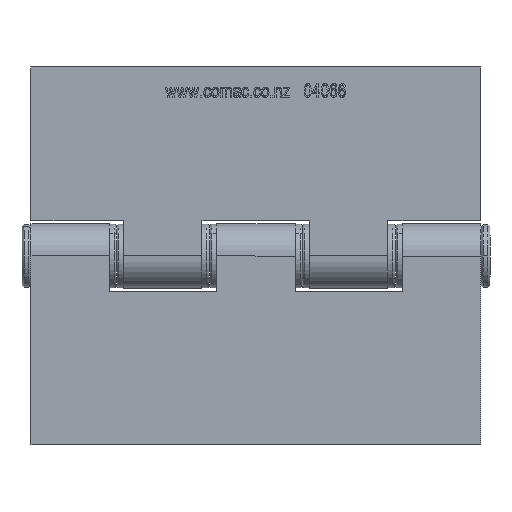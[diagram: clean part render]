
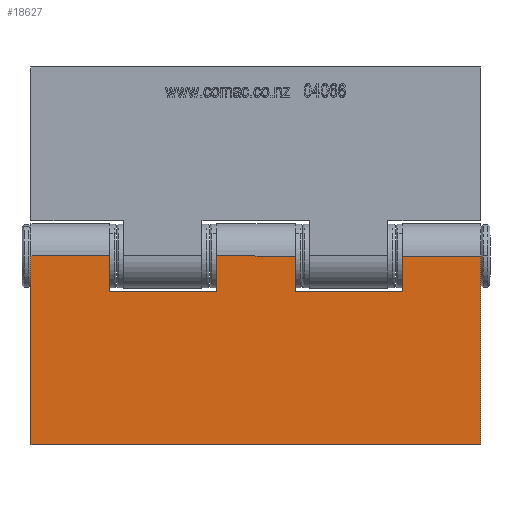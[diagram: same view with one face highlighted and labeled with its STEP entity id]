
A CAD part, front view. The second image highlights one B-rep face of the part: STEP entity #18627.
In plain terms, the highlighted planar face has unit normal (0, -1, 0).
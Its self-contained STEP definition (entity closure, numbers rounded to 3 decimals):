
#131 = LINE ( 'NONE', #4537, #15451 ) ;
#159 = ORIENTED_EDGE ( 'NONE', *, *, #9352, .T. ) ;
#375 = CARTESIAN_POINT ( 'NONE',  ( 100., 0., 0. ) ) ;
#377 = EDGE_CURVE ( 'NONE', #17578, #1225, #8113, .T. ) ;
#405 = CARTESIAN_POINT ( 'NONE',  ( 82.65, 0., -42. ) ) ;
#457 = CARTESIAN_POINT ( 'NONE',  ( 17.35, 0., -42. ) ) ;
#521 = CARTESIAN_POINT ( 'NONE',  ( 100., 0., 0. ) ) ;
#684 = EDGE_CURVE ( 'NONE', #1029, #18028, #2352, .T. ) ;
#954 = VECTOR ( 'NONE', #14817, 1000. ) ;
#1029 = VERTEX_POINT ( 'NONE', #4973 ) ;
#1225 = VERTEX_POINT ( 'NONE', #405 ) ;
#1357 = LINE ( 'NONE', #17866, #7351 ) ;
#1372 = ORIENTED_EDGE ( 'NONE', *, *, #9459, .F. ) ;
#1675 = VERTEX_POINT ( 'NONE', #2926 ) ;
#1762 = AXIS2_PLACEMENT_3D ( 'NONE', #375, #6236, #12216 ) ;
#2352 = LINE ( 'NONE', #14876, #954 ) ;
#2832 = DIRECTION ( 'NONE',  ( 1., 0., 0. ) ) ;
#2926 = CARTESIAN_POINT ( 'NONE',  ( 82.65, 0., -34.141 ) ) ;
#3057 = DIRECTION ( 'NONE',  ( -1., 0., 0. ) ) ;
#3086 = CARTESIAN_POINT ( 'NONE',  ( 100., 0., 0. ) ) ;
#3102 = EDGE_CURVE ( 'NONE', #1675, #6998, #14090, .T. ) ;
#3144 = LINE ( 'NONE', #4249, #5900 ) ;
#3208 = EDGE_CURVE ( 'NONE', #18028, #14985, #19200, .T. ) ;
#3239 = EDGE_LOOP ( 'NONE', ( #9100, #16070, #11525, #7360, #13469, #11902, #4366, #11036, #6058, #14126, #1372, #159 ) ) ;
#3362 = VECTOR ( 'NONE', #12243, 1000. ) ;
#3431 = LINE ( 'NONE', #5585, #5719 ) ;
#3462 = CARTESIAN_POINT ( 'NONE',  ( 0., 0., 0. ) ) ;
#3492 = CARTESIAN_POINT ( 'NONE',  ( 41.3, 0., 0. ) ) ;
#4202 = DIRECTION ( 'NONE',  ( 0., 0., 1. ) ) ;
#4249 = CARTESIAN_POINT ( 'NONE',  ( 0., 0., 0. ) ) ;
#4366 = ORIENTED_EDGE ( 'NONE', *, *, #5442, .F. ) ;
#4537 = CARTESIAN_POINT ( 'NONE',  ( 100., 0., -42. ) ) ;
#4669 = EDGE_CURVE ( 'NONE', #14381, #9037, #3144, .T. ) ;
#4973 = CARTESIAN_POINT ( 'NONE',  ( 58.7, 0., -42. ) ) ;
#5216 = LINE ( 'NONE', #521, #3362 ) ;
#5442 = EDGE_CURVE ( 'NONE', #15448, #17578, #5216, .T. ) ;
#5508 = VERTEX_POINT ( 'NONE', #457 ) ;
#5585 = CARTESIAN_POINT ( 'NONE',  ( 100., 0., -34.141 ) ) ;
#5707 = VECTOR ( 'NONE', #4202, 1000. ) ;
#5719 = VECTOR ( 'NONE', #2832, 1000. ) ;
#5900 = VECTOR ( 'NONE', #10215, 1000. ) ;
#6041 = DIRECTION ( 'NONE',  ( 0., 0., -1. ) ) ;
#6058 = ORIENTED_EDGE ( 'NONE', *, *, #4669, .T. ) ;
#6100 = VECTOR ( 'NONE', #9631, 1000. ) ;
#6236 = DIRECTION ( 'NONE',  ( 0., 1., 0. ) ) ;
#6377 = EDGE_CURVE ( 'NONE', #1225, #1675, #17959, .T. ) ;
#6863 = CARTESIAN_POINT ( 'NONE',  ( 58.7, 0., -34.141 ) ) ;
#6998 = VERTEX_POINT ( 'NONE', #6863 ) ;
#7015 = LINE ( 'NONE', #16438, #10059 ) ;
#7143 = LINE ( 'NONE', #3086, #15988 ) ;
#7351 = VECTOR ( 'NONE', #9314, 1000. ) ;
#7360 = ORIENTED_EDGE ( 'NONE', *, *, #3102, .F. ) ;
#8113 = LINE ( 'NONE', #16181, #10668 ) ;
#8248 = EDGE_CURVE ( 'NONE', #15448, #14381, #7143, .T. ) ;
#9037 = VERTEX_POINT ( 'NONE', #18208 ) ;
#9100 = ORIENTED_EDGE ( 'NONE', *, *, #3208, .F. ) ;
#9314 = DIRECTION ( 'NONE',  ( 0., 0., -1. ) ) ;
#9352 = EDGE_CURVE ( 'NONE', #18108, #14985, #3431, .T. ) ;
#9459 = EDGE_CURVE ( 'NONE', #18108, #5508, #1357, .T. ) ;
#9631 = DIRECTION ( 'NONE',  ( 0., 0., 1. ) ) ;
#9739 = CARTESIAN_POINT ( 'NONE',  ( 100., 0., -34.141 ) ) ;
#10059 = VECTOR ( 'NONE', #6041, 1000. ) ;
#10215 = DIRECTION ( 'NONE',  ( 0., 0., -1. ) ) ;
#10480 = PLANE ( 'NONE',  #1762 ) ;
#10668 = VECTOR ( 'NONE', #14641, 1000. ) ;
#11014 = CARTESIAN_POINT ( 'NONE',  ( 17.35, 0., -34.141 ) ) ;
#11036 = ORIENTED_EDGE ( 'NONE', *, *, #8248, .T. ) ;
#11206 = EDGE_CURVE ( 'NONE', #5508, #9037, #131, .T. ) ;
#11525 = ORIENTED_EDGE ( 'NONE', *, *, #18462, .F. ) ;
#11902 = ORIENTED_EDGE ( 'NONE', *, *, #377, .F. ) ;
#12216 = DIRECTION ( 'NONE',  ( 0., 0., 1. ) ) ;
#12243 = DIRECTION ( 'NONE',  ( 0., 0., -1. ) ) ;
#12703 = VECTOR ( 'NONE', #17067, 1000. ) ;
#13469 = ORIENTED_EDGE ( 'NONE', *, *, #6377, .F. ) ;
#13953 = DIRECTION ( 'NONE',  ( -1., 0., 0. ) ) ;
#14090 = LINE ( 'NONE', #9739, #12703 ) ;
#14126 = ORIENTED_EDGE ( 'NONE', *, *, #11206, .F. ) ;
#14381 = VERTEX_POINT ( 'NONE', #3462 ) ;
#14641 = DIRECTION ( 'NONE',  ( -1., 0., 0. ) ) ;
#14817 = DIRECTION ( 'NONE',  ( -1., 0., 0. ) ) ;
#14876 = CARTESIAN_POINT ( 'NONE',  ( 100., 0., -42. ) ) ;
#14985 = VERTEX_POINT ( 'NONE', #16009 ) ;
#15448 = VERTEX_POINT ( 'NONE', #15986 ) ;
#15451 = VECTOR ( 'NONE', #3057, 1000. ) ;
#15986 = CARTESIAN_POINT ( 'NONE',  ( 100., 0., 0. ) ) ;
#15988 = VECTOR ( 'NONE', #13953, 1000. ) ;
#16009 = CARTESIAN_POINT ( 'NONE',  ( 41.3, 0., -34.141 ) ) ;
#16070 = ORIENTED_EDGE ( 'NONE', *, *, #684, .F. ) ;
#16181 = CARTESIAN_POINT ( 'NONE',  ( 100., 0., -42. ) ) ;
#16438 = CARTESIAN_POINT ( 'NONE',  ( 58.7, 0., 0. ) ) ;
#16643 = CARTESIAN_POINT ( 'NONE',  ( 41.3, 0., -42. ) ) ;
#17067 = DIRECTION ( 'NONE',  ( -1., 0., 0. ) ) ;
#17204 = CARTESIAN_POINT ( 'NONE',  ( 100., 0., -42. ) ) ;
#17578 = VERTEX_POINT ( 'NONE', #17204 ) ;
#17866 = CARTESIAN_POINT ( 'NONE',  ( 17.35, 0., 0. ) ) ;
#17959 = LINE ( 'NONE', #18509, #6100 ) ;
#18028 = VERTEX_POINT ( 'NONE', #16643 ) ;
#18108 = VERTEX_POINT ( 'NONE', #11014 ) ;
#18178 = FACE_OUTER_BOUND ( 'NONE', #3239, .T. ) ;
#18208 = CARTESIAN_POINT ( 'NONE',  ( 0., 0., -42. ) ) ;
#18462 = EDGE_CURVE ( 'NONE', #6998, #1029, #7015, .T. ) ;
#18509 = CARTESIAN_POINT ( 'NONE',  ( 82.65, 0., 0. ) ) ;
#18627 = ADVANCED_FACE ( 'NONE', ( #18178 ), #10480, .F. ) ;
#19200 = LINE ( 'NONE', #3492, #5707 ) ;
